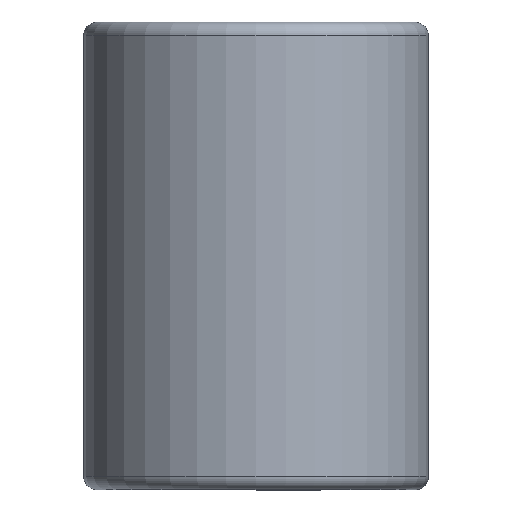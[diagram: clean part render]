
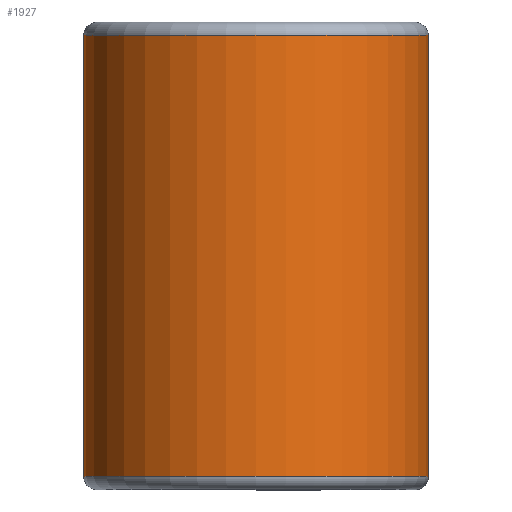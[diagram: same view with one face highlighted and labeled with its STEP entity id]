
A CAD part, top view. The second image highlights one B-rep face of the part: STEP entity #1927.
In plain terms, the highlighted cylindrical face has radius 9.944 mm (diameter 19.888 mm), a partial arc.
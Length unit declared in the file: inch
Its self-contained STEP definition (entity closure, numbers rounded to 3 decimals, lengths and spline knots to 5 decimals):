
#9 = CARTESIAN_POINT ( 'NONE',  ( 0.3915, 0.50125, 0. ) ) ;
#183 = DIRECTION ( 'NONE',  ( 0., 1., 0. ) ) ;
#191 = DIRECTION ( 'NONE',  ( 0., -1., 0. ) ) ;
#259 = CARTESIAN_POINT ( 'NONE',  ( 0., -0.50125, 0. ) ) ;
#306 = VERTEX_POINT ( 'NONE', #1106 ) ;
#334 = DIRECTION ( 'NONE',  ( 0., 1., 0. ) ) ;
#364 = AXIS2_PLACEMENT_3D ( 'NONE', #1277, #191, #1471 ) ;
#442 = DIRECTION ( 'NONE',  ( 0., 0., -1. ) ) ;
#537 = ORIENTED_EDGE ( 'NONE', *, *, #2154, .T. ) ;
#611 = VECTOR ( 'NONE', #183, 39.37008 ) ;
#624 = CARTESIAN_POINT ( 'NONE',  ( 0., -0.50125, -0.3915 ) ) ;
#666 = VERTEX_POINT ( 'NONE', #624 ) ;
#719 = VERTEX_POINT ( 'NONE', #9 ) ;
#903 = ORIENTED_EDGE ( 'NONE', *, *, #2425, .F. ) ;
#909 = AXIS2_PLACEMENT_3D ( 'NONE', #1685, #2045, #1332 ) ;
#1022 = CYLINDRICAL_SURFACE ( 'NONE', #909, 0.3915 ) ;
#1106 = CARTESIAN_POINT ( 'NONE',  ( 0.3915, -0.50125, 0. ) ) ;
#1156 = LINE ( 'NONE', #1237, #1635 ) ;
#1237 = CARTESIAN_POINT ( 'NONE',  ( 0.3915, 0.50125, 0. ) ) ;
#1252 = FACE_OUTER_BOUND ( 'NONE', #2355, .T. ) ;
#1275 = CARTESIAN_POINT ( 'NONE',  ( 0., 0.50125, -0.3915 ) ) ;
#1277 = CARTESIAN_POINT ( 'NONE',  ( 0., 0.50125, 0. ) ) ;
#1332 = DIRECTION ( 'NONE',  ( 0., 0., -1. ) ) ;
#1471 = DIRECTION ( 'NONE',  ( 0., 0., -1. ) ) ;
#1524 = DIRECTION ( 'NONE',  ( 0., -1., 0. ) ) ;
#1588 = LINE ( 'NONE', #1275, #611 ) ;
#1631 = VERTEX_POINT ( 'NONE', #2004 ) ;
#1635 = VECTOR ( 'NONE', #334, 39.37008 ) ;
#1685 = CARTESIAN_POINT ( 'NONE',  ( 0., 0.5, 0. ) ) ;
#1740 = CIRCLE ( 'NONE', #2001, 0.3915 ) ;
#1773 = EDGE_CURVE ( 'NONE', #719, #1631, #1832, .T. ) ;
#1814 = ORIENTED_EDGE ( 'NONE', *, *, #1773, .T. ) ;
#1832 = CIRCLE ( 'NONE', #364, 0.3915 ) ;
#1927 = ADVANCED_FACE ( 'NONE', ( #1252 ), #1022, .T. ) ;
#2001 = AXIS2_PLACEMENT_3D ( 'NONE', #259, #1524, #442 ) ;
#2004 = CARTESIAN_POINT ( 'NONE',  ( 0., 0.50125, -0.3915 ) ) ;
#2045 = DIRECTION ( 'NONE',  ( 0., -1., 0. ) ) ;
#2154 = EDGE_CURVE ( 'NONE', #306, #719, #1156, .T. ) ;
#2230 = ORIENTED_EDGE ( 'NONE', *, *, #2313, .F. ) ;
#2313 = EDGE_CURVE ( 'NONE', #666, #1631, #1588, .T. ) ;
#2355 = EDGE_LOOP ( 'NONE', ( #537, #1814, #2230, #903 ) ) ;
#2425 = EDGE_CURVE ( 'NONE', #306, #666, #1740, .T. ) ;
